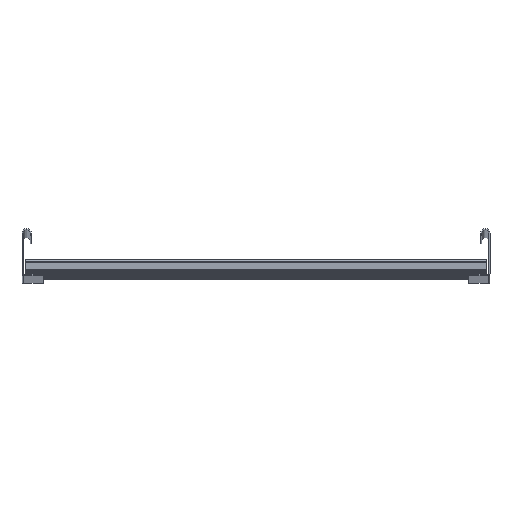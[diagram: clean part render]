
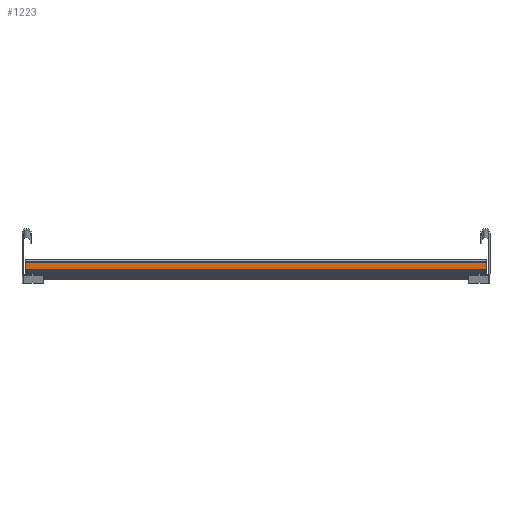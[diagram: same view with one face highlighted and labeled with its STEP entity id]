
A CAD part, top view. The second image highlights one B-rep face of the part: STEP entity #1223.
In plain terms, the highlighted face is planar.
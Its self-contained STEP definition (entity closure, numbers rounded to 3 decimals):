
#63 = CARTESIAN_POINT ( 'NONE',  ( -15., 3., -296. ) ) ;
#131 = VECTOR ( 'NONE', #1642, 1000. ) ;
#139 = EDGE_LOOP ( 'NONE', ( #481, #337, #1088, #1278 ) ) ;
#140 = LINE ( 'NONE', #1601, #547 ) ;
#161 = CARTESIAN_POINT ( 'NONE',  ( -15., 3., -296. ) ) ;
#278 = VERTEX_POINT ( 'NONE', #458 ) ;
#322 = AXIS2_PLACEMENT_3D ( 'NONE', #996, #645, #376 ) ;
#330 = DIRECTION ( 'NONE',  ( 0., 1., 0. ) ) ;
#337 = ORIENTED_EDGE ( 'NONE', *, *, #947, .F. ) ;
#376 = DIRECTION ( 'NONE',  ( 0., 0., -1. ) ) ;
#438 = EDGE_CURVE ( 'NONE', #1704, #1167, #1105, .T. ) ;
#458 = CARTESIAN_POINT ( 'NONE',  ( -15., 12., 296. ) ) ;
#481 = ORIENTED_EDGE ( 'NONE', *, *, #806, .T. ) ;
#547 = VECTOR ( 'NONE', #1175, 1000. ) ;
#558 = VECTOR ( 'NONE', #330, 1000. ) ;
#645 = DIRECTION ( 'NONE',  ( 1., 0., 0. ) ) ;
#673 = CARTESIAN_POINT ( 'NONE',  ( -15., 3., 296. ) ) ;
#698 = PLANE ( 'NONE',  #322 ) ;
#806 = EDGE_CURVE ( 'NONE', #1167, #278, #140, .T. ) ;
#838 = LINE ( 'NONE', #63, #558 ) ;
#897 = CARTESIAN_POINT ( 'NONE',  ( -15., 12., -296. ) ) ;
#947 = EDGE_CURVE ( 'NONE', #1715, #278, #1388, .T. ) ;
#996 = CARTESIAN_POINT ( 'NONE',  ( -15., 3., -296. ) ) ;
#1088 = ORIENTED_EDGE ( 'NONE', *, *, #1630, .F. ) ;
#1105 = LINE ( 'NONE', #161, #131 ) ;
#1167 = VERTEX_POINT ( 'NONE', #673 ) ;
#1175 = DIRECTION ( 'NONE',  ( 0., 1., 0. ) ) ;
#1194 = FACE_OUTER_BOUND ( 'NONE', #139, .T. ) ;
#1206 = CARTESIAN_POINT ( 'NONE',  ( -15., 3., -296. ) ) ;
#1223 = ADVANCED_FACE ( 'NONE', ( #1194 ), #698, .F. ) ;
#1248 = VECTOR ( 'NONE', #1729, 1000. ) ;
#1278 = ORIENTED_EDGE ( 'NONE', *, *, #438, .T. ) ;
#1375 = CARTESIAN_POINT ( 'NONE',  ( -15., 12., -296. ) ) ;
#1388 = LINE ( 'NONE', #897, #1248 ) ;
#1601 = CARTESIAN_POINT ( 'NONE',  ( -15., 3., 296. ) ) ;
#1630 = EDGE_CURVE ( 'NONE', #1704, #1715, #838, .T. ) ;
#1642 = DIRECTION ( 'NONE',  ( 0., 0., 1. ) ) ;
#1704 = VERTEX_POINT ( 'NONE', #1206 ) ;
#1715 = VERTEX_POINT ( 'NONE', #1375 ) ;
#1729 = DIRECTION ( 'NONE',  ( 0., 0., 1. ) ) ;
